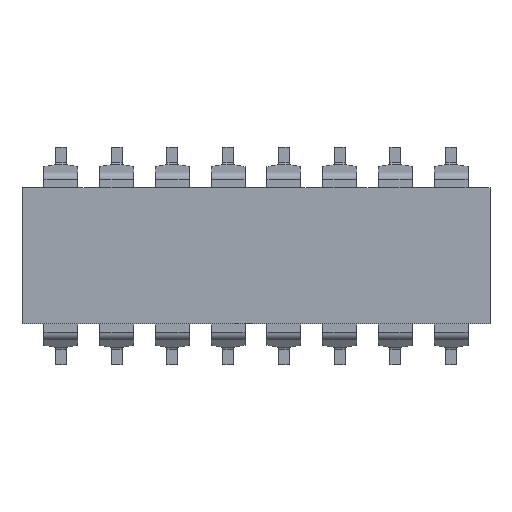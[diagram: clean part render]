
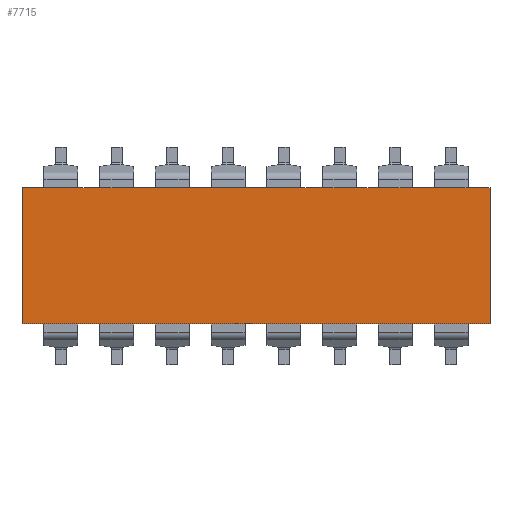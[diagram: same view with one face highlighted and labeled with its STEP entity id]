
A CAD part, top view. The second image highlights one B-rep face of the part: STEP entity #7715.
In plain terms, the highlighted planar face has unit normal (0, 0, 1).
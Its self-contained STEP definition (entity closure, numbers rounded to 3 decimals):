
#621=FACE_OUTER_BOUND('',#1033,.T.);
#1033=EDGE_LOOP('',(#6956,#6957,#6958,#6959));
#2000=LINE('',#12510,#2970);
#2001=LINE('',#12512,#2971);
#2002=LINE('',#12514,#2972);
#2003=LINE('',#12515,#2973);
#2970=VECTOR('',#10301,10.);
#2971=VECTOR('',#10302,10.);
#2972=VECTOR('',#10303,10.);
#2973=VECTOR('',#10304,10.);
#3678=VERTEX_POINT('',#12508);
#3679=VERTEX_POINT('',#12509);
#3680=VERTEX_POINT('',#12511);
#3681=VERTEX_POINT('',#12513);
#4772=EDGE_CURVE('',#3678,#3679,#2000,.T.);
#4773=EDGE_CURVE('',#3680,#3678,#2001,.T.);
#4774=EDGE_CURVE('',#3681,#3680,#2002,.T.);
#4775=EDGE_CURVE('',#3679,#3681,#2003,.T.);
#6956=ORIENTED_EDGE('',*,*,#4772,.F.);
#6957=ORIENTED_EDGE('',*,*,#4773,.F.);
#6958=ORIENTED_EDGE('',*,*,#4774,.F.);
#6959=ORIENTED_EDGE('',*,*,#4775,.F.);
#7311=PLANE('',#8276);
#7715=ADVANCED_FACE('',(#621),#7311,.T.);
#8276=AXIS2_PLACEMENT_3D('',#12507,#10299,#10300);
#10299=DIRECTION('center_axis',(0.,0.,1.));
#10300=DIRECTION('ref_axis',(1.,0.,0.));
#10301=DIRECTION('',(0.,-1.,0.));
#10302=DIRECTION('',(1.,0.,0.));
#10303=DIRECTION('',(0.,1.,0.));
#10304=DIRECTION('',(-1.,0.,0.));
#12507=CARTESIAN_POINT('Origin',(0.,0.,
3.28));
#12508=CARTESIAN_POINT('',(10.66,3.1,3.28));
#12509=CARTESIAN_POINT('',(10.66,-3.1,3.28));
#12510=CARTESIAN_POINT('',(10.66,3.1,3.28));
#12511=CARTESIAN_POINT('',(-10.66,3.1,3.28));
#12512=CARTESIAN_POINT('',(-10.66,3.1,3.28));
#12513=CARTESIAN_POINT('',(-10.66,-3.1,3.28));
#12514=CARTESIAN_POINT('',(-10.66,-3.1,3.28));
#12515=CARTESIAN_POINT('',(10.66,-3.1,3.28));
